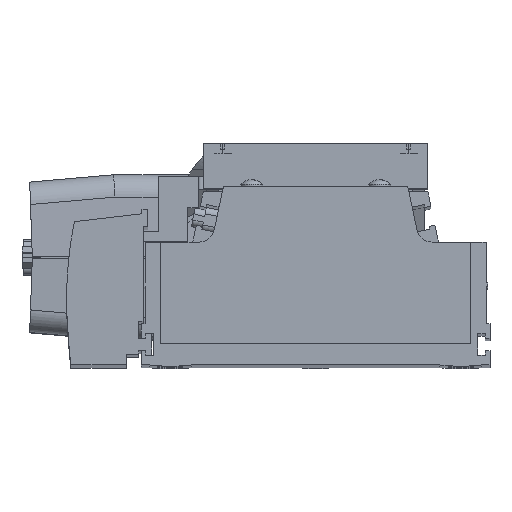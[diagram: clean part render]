
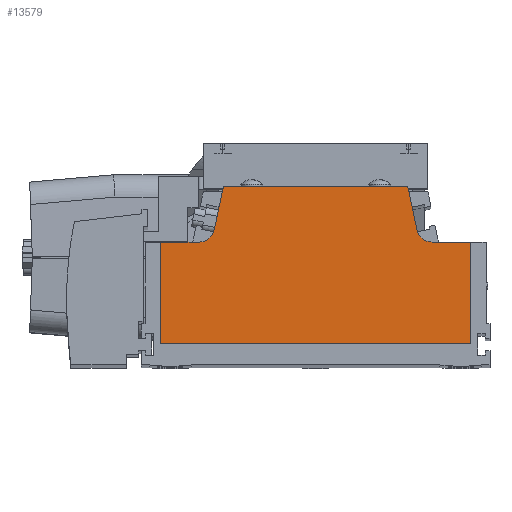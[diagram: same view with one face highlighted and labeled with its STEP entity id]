
A CAD part, top view. The second image highlights one B-rep face of the part: STEP entity #13579.
In plain terms, the highlighted planar face has unit normal (0, 0, 1).
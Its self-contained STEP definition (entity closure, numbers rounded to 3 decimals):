
#16 = EDGE_CURVE ( 'NONE', #17084, #1771, #7138, .T. ) ;
#130 = VERTEX_POINT ( 'NONE', #23075 ) ;
#556 = DIRECTION ( 'NONE',  ( -1., 0., 0. ) ) ;
#950 = DIRECTION ( 'NONE',  ( -1., 0., 0. ) ) ;
#1050 = ORIENTED_EDGE ( 'NONE', *, *, #11773, .F. ) ;
#1268 = CARTESIAN_POINT ( 'NONE',  ( 30.049, 7., 472.5 ) ) ;
#1529 = ORIENTED_EDGE ( 'NONE', *, *, #30881, .F. ) ;
#1771 = VERTEX_POINT ( 'NONE', #4051 ) ;
#1906 = EDGE_CURVE ( 'NONE', #7005, #15924, #32423, .T. ) ;
#2112 = ORIENTED_EDGE ( 'NONE', *, *, #29436, .T. ) ;
#2354 = CARTESIAN_POINT ( 'NONE',  ( -40., 84.488, 472.5 ) ) ;
#3473 = LINE ( 'NONE', #23620, #19166 ) ;
#3858 = AXIS2_PLACEMENT_3D ( 'NONE', #1268, #29152, #21892 ) ;
#3893 = ORIENTED_EDGE ( 'NONE', *, *, #9879, .T. ) ;
#3957 = EDGE_CURVE ( 'NONE', #31332, #23898, #29642, .T. ) ;
#4051 = CARTESIAN_POINT ( 'NONE',  ( -30.049, 3., 472.5 ) ) ;
#5484 = DIRECTION ( 'NONE',  ( 0.204, -0.979, 0. ) ) ;
#5683 = VERTEX_POINT ( 'NONE', #30370 ) ;
#6443 = VECTOR ( 'NONE', #7050, 1000. ) ;
#7005 = VERTEX_POINT ( 'NONE', #27914 ) ;
#7019 = CARTESIAN_POINT ( 'NONE',  ( 40., 84.488, 472.5 ) ) ;
#7050 = DIRECTION ( 'NONE',  ( -1., 0., 0. ) ) ;
#7138 = CIRCLE ( 'NONE', #32666, 4. ) ;
#7301 = CARTESIAN_POINT ( 'NONE',  ( -26.797, 3., 472.5 ) ) ;
#7476 = CARTESIAN_POINT ( 'NONE',  ( 23.784, 17.45, 472.5 ) ) ;
#7598 = EDGE_CURVE ( 'NONE', #30215, #130, #19663, .T. ) ;
#8793 = ORIENTED_EDGE ( 'NONE', *, *, #29660, .F. ) ;
#9547 = CARTESIAN_POINT ( 'NONE',  ( -40., 3., 472.5 ) ) ;
#9790 = CARTESIAN_POINT ( 'NONE',  ( 40., -23.13, 472.5 ) ) ;
#9822 = DIRECTION ( 'NONE',  ( 1., 0., 0. ) ) ;
#9879 = EDGE_CURVE ( 'NONE', #31332, #30215, #11684, .T. ) ;
#9957 = LINE ( 'NONE', #24811, #31127 ) ;
#10072 = CARTESIAN_POINT ( 'NONE',  ( 30.049, 3., 472.5 ) ) ;
#11684 = LINE ( 'NONE', #9547, #6443 ) ;
#11773 = EDGE_CURVE ( 'NONE', #15924, #130, #32404, .T. ) ;
#12601 = DIRECTION ( 'NONE',  ( -1., 0., 0. ) ) ;
#13579 = ADVANCED_FACE ( 'NONE', ( #14898 ), #24819, .F. ) ;
#14432 = CARTESIAN_POINT ( 'NONE',  ( -23.784, 17.45, 472.5 ) ) ;
#14887 = LINE ( 'NONE', #7301, #30981 ) ;
#14898 = FACE_OUTER_BOUND ( 'NONE', #24203, .T. ) ;
#15924 = VERTEX_POINT ( 'NONE', #27840 ) ;
#16294 = ORIENTED_EDGE ( 'NONE', *, *, #7598, .T. ) ;
#17084 = VERTEX_POINT ( 'NONE', #27296 ) ;
#17099 = ORIENTED_EDGE ( 'NONE', *, *, #1906, .F. ) ;
#17400 = VECTOR ( 'NONE', #9822, 1000. ) ;
#18477 = DIRECTION ( 'NONE',  ( 0., -1., 0. ) ) ;
#19166 = VECTOR ( 'NONE', #18477, 1000. ) ;
#19643 = ORIENTED_EDGE ( 'NONE', *, *, #3957, .F. ) ;
#19663 = CIRCLE ( 'NONE', #3858, 4. ) ;
#20007 = DIRECTION ( 'NONE',  ( -1., 0., 0. ) ) ;
#21361 = ORIENTED_EDGE ( 'NONE', *, *, #16, .T. ) ;
#21892 = DIRECTION ( 'NONE',  ( -1., 0., 0. ) ) ;
#22156 = DIRECTION ( 'NONE',  ( 0.204, 0.979, 0. ) ) ;
#23056 = VERTEX_POINT ( 'NONE', #28866 ) ;
#23075 = CARTESIAN_POINT ( 'NONE',  ( 26.133, 6.184, 472.5 ) ) ;
#23516 = VECTOR ( 'NONE', #5484, 1000. ) ;
#23620 = CARTESIAN_POINT ( 'NONE',  ( -40., 84.488, 472.5 ) ) ;
#23898 = VERTEX_POINT ( 'NONE', #9790 ) ;
#24143 = VECTOR ( 'NONE', #556, 1000. ) ;
#24203 = EDGE_LOOP ( 'NONE', ( #19643, #3893, #16294, #1050, #17099, #8793, #21361, #2112, #28974, #1529 ) ) ;
#24364 = DIRECTION ( 'NONE',  ( 0., -1., 0. ) ) ;
#24736 = AXIS2_PLACEMENT_3D ( 'NONE', #2354, #32240, #12601 ) ;
#24811 = CARTESIAN_POINT ( 'NONE',  ( -40., -23.13, 472.5 ) ) ;
#24819 = PLANE ( 'NONE',  #24736 ) ;
#25051 = VECTOR ( 'NONE', #24364, 1000. ) ;
#26176 = EDGE_CURVE ( 'NONE', #5683, #23056, #3473, .T. ) ;
#27296 = CARTESIAN_POINT ( 'NONE',  ( -26.133, 6.184, 472.5 ) ) ;
#27840 = CARTESIAN_POINT ( 'NONE',  ( 23.784, 17.45, 472.5 ) ) ;
#27914 = CARTESIAN_POINT ( 'NONE',  ( -23.784, 17.45, 472.5 ) ) ;
#28443 = LINE ( 'NONE', #30745, #24143 ) ;
#28866 = CARTESIAN_POINT ( 'NONE',  ( -40., -23.13, 472.5 ) ) ;
#28974 = ORIENTED_EDGE ( 'NONE', *, *, #26176, .T. ) ;
#29152 = DIRECTION ( 'NONE',  ( 0., 0., -1. ) ) ;
#29436 = EDGE_CURVE ( 'NONE', #1771, #5683, #28443, .T. ) ;
#29642 = LINE ( 'NONE', #7019, #25051 ) ;
#29660 = EDGE_CURVE ( 'NONE', #17084, #7005, #14887, .T. ) ;
#30215 = VERTEX_POINT ( 'NONE', #10072 ) ;
#30370 = CARTESIAN_POINT ( 'NONE',  ( -40., 3., 472.5 ) ) ;
#30745 = CARTESIAN_POINT ( 'NONE',  ( -40., 3., 472.5 ) ) ;
#30812 = CARTESIAN_POINT ( 'NONE',  ( -30.049, 7., 472.5 ) ) ;
#30881 = EDGE_CURVE ( 'NONE', #23898, #23056, #9957, .T. ) ;
#30980 = DIRECTION ( 'NONE',  ( 0., 0., -1. ) ) ;
#30981 = VECTOR ( 'NONE', #22156, 1000. ) ;
#31127 = VECTOR ( 'NONE', #20007, 1000. ) ;
#31322 = CARTESIAN_POINT ( 'NONE',  ( 40., 3., 472.5 ) ) ;
#31332 = VERTEX_POINT ( 'NONE', #31322 ) ;
#32240 = DIRECTION ( 'NONE',  ( 0., 0., -1. ) ) ;
#32404 = LINE ( 'NONE', #7476, #23516 ) ;
#32423 = LINE ( 'NONE', #14432, #17400 ) ;
#32666 = AXIS2_PLACEMENT_3D ( 'NONE', #30812, #30980, #950 ) ;
